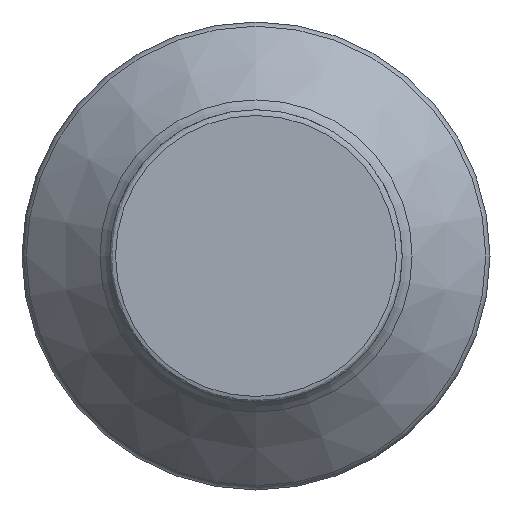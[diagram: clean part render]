
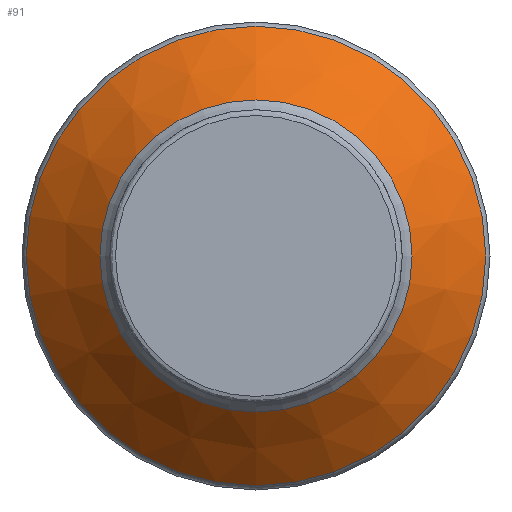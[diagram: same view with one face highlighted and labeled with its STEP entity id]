
A CAD part, left-side view. The second image highlights one B-rep face of the part: STEP entity #91.
In plain terms, the highlighted conical face has half-angle 45 degrees and reference radius 15.707 mm.
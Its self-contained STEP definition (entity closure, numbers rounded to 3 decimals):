
#54=CONICAL_SURFACE('',#230,15.707,45.);
#68=FACE_BOUND('',#121,.T.);
#69=FACE_BOUND('',#122,.T.);
#91=ADVANCED_FACE('',(#68,#69),#54,.T.);
#121=EDGE_LOOP('',(#151));
#122=EDGE_LOOP('',(#152));
#151=ORIENTED_EDGE('',*,*,#191,.F.);
#152=ORIENTED_EDGE('',*,*,#192,.T.);
#176=VERTEX_POINT('',#331);
#177=VERTEX_POINT('',#334);
#191=EDGE_CURVE('',#176,#176,#206,.T.);
#192=EDGE_CURVE('',#177,#177,#207,.T.);
#206=CIRCLE('',#227,10.672);
#207=CIRCLE('',#229,15.707);
#227=AXIS2_PLACEMENT_3D('',#330,#268,#269);
#229=AXIS2_PLACEMENT_3D('',#333,#272,#273);
#230=AXIS2_PLACEMENT_3D('',#335,#274,#275);
#268=DIRECTION('',(-1.,0.,0.));
#269=DIRECTION('',(0.,0.,1.));
#272=DIRECTION('',(-1.,0.,0.));
#273=DIRECTION('',(0.,0.,1.));
#274=DIRECTION('',(1.,0.,0.));
#275=DIRECTION('',(0.,0.,-1.));
#330=CARTESIAN_POINT('',(47.828,0.,0.));
#331=CARTESIAN_POINT('',(47.828,0.,10.672));
#333=CARTESIAN_POINT('',(52.864,0.,0.));
#334=CARTESIAN_POINT('',(52.864,0.,15.707));
#335=CARTESIAN_POINT('',(52.864,0.,0.));
